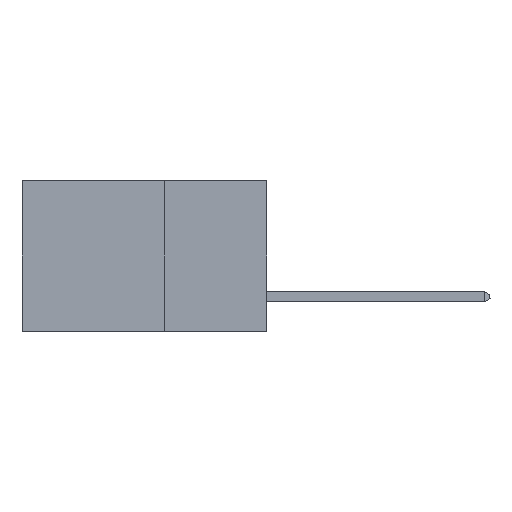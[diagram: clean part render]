
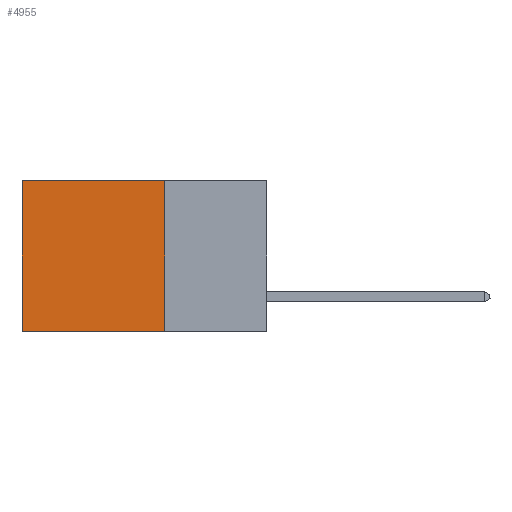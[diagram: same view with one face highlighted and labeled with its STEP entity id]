
A CAD part, left-side view. The second image highlights one B-rep face of the part: STEP entity #4955.
In plain terms, the highlighted planar face has unit normal (-1, 0, 0).
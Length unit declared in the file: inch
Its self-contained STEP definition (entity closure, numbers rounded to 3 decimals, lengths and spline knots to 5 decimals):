
#2130 = CARTESIAN_POINT ( 'NONE',  ( 0.2875, 0.25, -0.37 ) ) ;
#2362 = DIRECTION ( 'NONE',  ( 0., 0., -1. ) ) ;
#2470 = CARTESIAN_POINT ( 'NONE',  ( 0.2875, 0.25, 0. ) ) ;
#4261 = VERTEX_POINT ( 'NONE', #4337 ) ;
#4269 = CARTESIAN_POINT ( 'NONE',  ( 0.2875, 0.25, 0. ) ) ;
#4327 = CARTESIAN_POINT ( 'NONE',  ( 0.2875, 0.6, 0. ) ) ;
#4337 = CARTESIAN_POINT ( 'NONE',  ( 0.2875, 0.25, 0. ) ) ;
#4928 = CARTESIAN_POINT ( 'NONE',  ( 0.2875, 0.25, 0. ) ) ;
#4939 = DIRECTION ( 'NONE',  ( 1., 0., 0. ) ) ;
#4955 = ADVANCED_FACE ( 'NONE', ( #15663 ), #16244, .F. ) ;
#5165 = EDGE_CURVE ( 'NONE', #17405, #5648, #8665, .T. ) ;
#5648 = VERTEX_POINT ( 'NONE', #29451 ) ;
#7978 = ORIENTED_EDGE ( 'NONE', *, *, #23065, .F. ) ;
#8665 = LINE ( 'NONE', #4327, #17042 ) ;
#9732 = DIRECTION ( 'NONE',  ( 0., 0., -1. ) ) ;
#9759 = ORIENTED_EDGE ( 'NONE', *, *, #14906, .T. ) ;
#10113 = LINE ( 'NONE', #4928, #21881 ) ;
#10262 = AXIS2_PLACEMENT_3D ( 'NONE', #2470, #4939, #21286 ) ;
#10993 = DIRECTION ( 'NONE',  ( 0., 1., 0. ) ) ;
#11238 = VECTOR ( 'NONE', #10993, 39.37008 ) ;
#11294 = ORIENTED_EDGE ( 'NONE', *, *, #12289, .F. ) ;
#12289 = EDGE_CURVE ( 'NONE', #4261, #23332, #10113, .T. ) ;
#14906 = EDGE_CURVE ( 'NONE', #4261, #17405, #16513, .T. ) ;
#15480 = VECTOR ( 'NONE', #27666, 39.37008 ) ;
#15663 = FACE_OUTER_BOUND ( 'NONE', #19147, .T. ) ;
#16244 = PLANE ( 'NONE',  #10262 ) ;
#16346 = LINE ( 'NONE', #21551, #11238 ) ;
#16513 = LINE ( 'NONE', #4269, #15480 ) ;
#17042 = VECTOR ( 'NONE', #2362, 39.37008 ) ;
#17405 = VERTEX_POINT ( 'NONE', #20380 ) ;
#19147 = EDGE_LOOP ( 'NONE', ( #20829, #7978, #11294, #9759 ) ) ;
#20380 = CARTESIAN_POINT ( 'NONE',  ( 0.2875, 0.6, 0. ) ) ;
#20829 = ORIENTED_EDGE ( 'NONE', *, *, #5165, .T. ) ;
#21286 = DIRECTION ( 'NONE',  ( 0., 0., -1. ) ) ;
#21551 = CARTESIAN_POINT ( 'NONE',  ( 0.2875, 0.25, -0.37 ) ) ;
#21881 = VECTOR ( 'NONE', #9732, 39.37008 ) ;
#23065 = EDGE_CURVE ( 'NONE', #23332, #5648, #16346, .T. ) ;
#23332 = VERTEX_POINT ( 'NONE', #2130 ) ;
#27666 = DIRECTION ( 'NONE',  ( 0., 1., 0. ) ) ;
#29451 = CARTESIAN_POINT ( 'NONE',  ( 0.2875, 0.6, -0.37 ) ) ;
